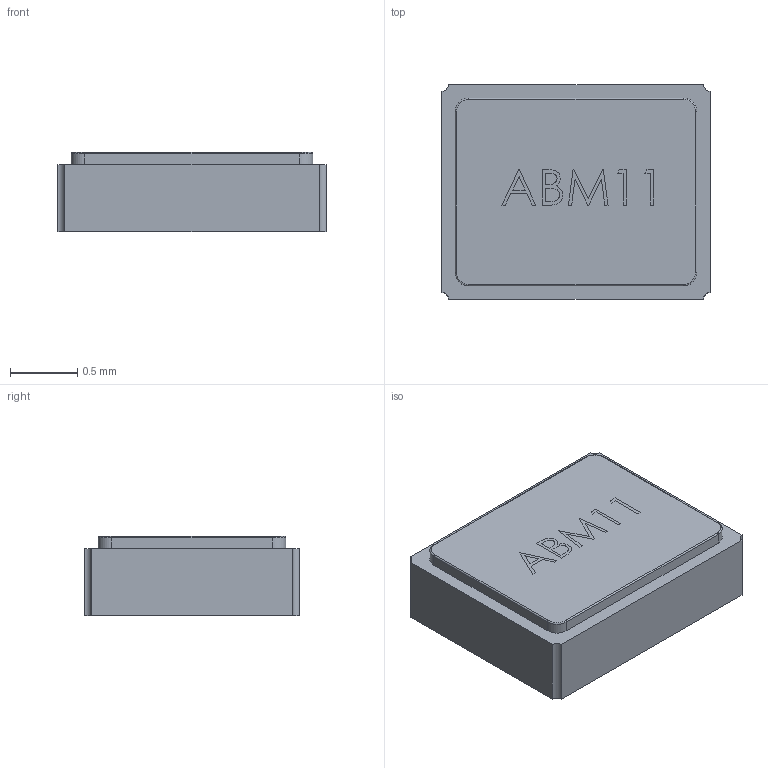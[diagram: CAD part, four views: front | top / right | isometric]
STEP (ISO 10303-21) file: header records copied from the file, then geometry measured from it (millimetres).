
FILE_DESCRIPTION (( 'STEP AP203' ), '1' );
FILE_NAME ('User Library-ABM11.STEP', '2016-11-05T23:44:39', ( 'Windows User' ), ( '' ), 'SwSTEP 2.0', 'SolidWorks 2016', '' );
FILE_SCHEMA (( 'CONFIG_CONTROL_DESIGN' ));
Length unit declared in the file: millimetre
Products named in the file (1): User Library-ABM11
Bounding box: 2 x 1.6 x 0.59 mm (x, y, z)
Volume: 1.8 mm3; surface area: 15.5 mm2
Topology: 2 solids, 2 shells, 40 faces, 135 edges, 111 vertices
Faces by surface type: plane 24, cylinder 12, bspline 4
Entity records: 1749 total; most frequent: CARTESIAN_POINT 584, ORIENTED_EDGE 270, DIRECTION 158, EDGE_CURVE 135, VERTEX_POINT 111, B_SPLINE_CURVE_WITH_KNOTS 71, AXIS2_PLACEMENT_3D 61, EDGE_LOOP 52
